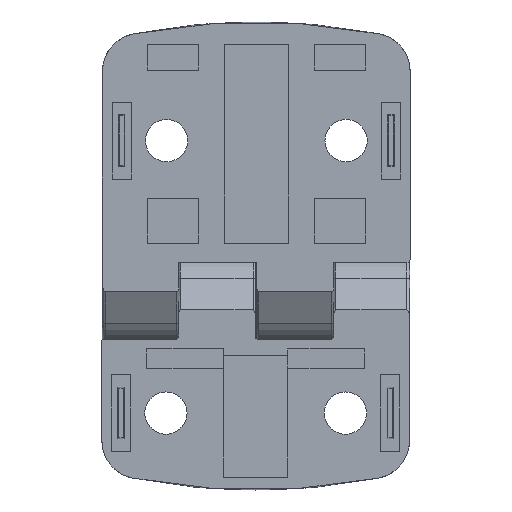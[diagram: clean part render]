
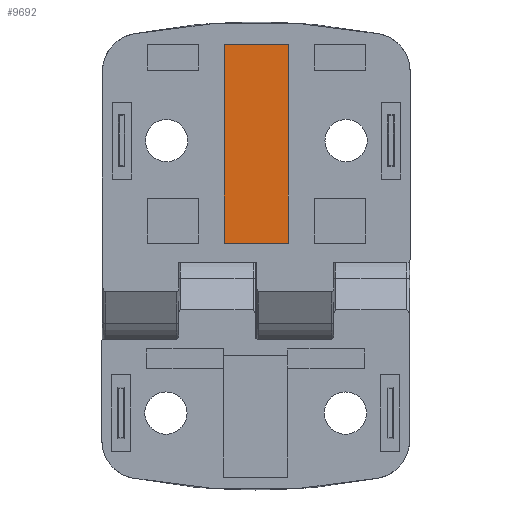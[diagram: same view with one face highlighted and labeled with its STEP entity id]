
A CAD part, front view. The second image highlights one B-rep face of the part: STEP entity #9692.
In plain terms, the highlighted planar face has unit normal (0, -1, 0).
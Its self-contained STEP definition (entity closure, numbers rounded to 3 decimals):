
#9591=CARTESIAN_POINT('',(-5.0,1.,40.0));
#9592=VERTEX_POINT('',#9591);
#9599=CARTESIAN_POINT('',(5.0,1.,40.0));
#9600=VERTEX_POINT('',#9599);
#9601=CARTESIAN_POINT('',(5.0,1.,40.0));
#9602=DIRECTION('',(-1.0,0.0,0.0));
#9603=VECTOR('',#9602,10.0);
#9604=LINE('',#9601,#9603);
#9605=EDGE_CURVE('',#9600,#9592,#9604,.T.);
#9623=CARTESIAN_POINT('',(5.0,1.,9.0));
#9624=VERTEX_POINT('',#9623);
#9625=CARTESIAN_POINT('',(5.0,1.,9.0));
#9626=DIRECTION('',(0.0,0.0,1.0));
#9627=VECTOR('',#9626,31.0);
#9628=LINE('',#9625,#9627);
#9629=EDGE_CURVE('',#9624,#9600,#9628,.T.);
#9647=CARTESIAN_POINT('',(-5.0,1.,9.0));
#9648=VERTEX_POINT('',#9647);
#9649=CARTESIAN_POINT('',(-5.0,1.,9.0));
#9650=DIRECTION('',(1.0,0.0,0.0));
#9651=VECTOR('',#9650,10.0);
#9652=LINE('',#9649,#9651);
#9653=EDGE_CURVE('',#9648,#9624,#9652,.T.);
#9671=CARTESIAN_POINT('',(-5.0,1.,40.0));
#9672=DIRECTION('',(0.0,0.0,-1.0));
#9673=VECTOR('',#9672,31.0);
#9674=LINE('',#9671,#9673);
#9675=EDGE_CURVE('',#9592,#9648,#9674,.T.);
#9681=CARTESIAN_POINT('',(5.0,1.,40.0));
#9682=DIRECTION('',(0.0,-1.0,0.0));
#9683=DIRECTION('',(0.0,0.0,-1.0));
#9684=AXIS2_PLACEMENT_3D('',#9681,#9682,#9683);
#9685=PLANE('',#9684);
#9686=ORIENTED_EDGE('',*,*,#9605,.T.);
#9687=ORIENTED_EDGE('',*,*,#9675,.T.);
#9688=ORIENTED_EDGE('',*,*,#9653,.T.);
#9689=ORIENTED_EDGE('',*,*,#9629,.T.);
#9690=EDGE_LOOP('',(#9686,#9687,#9688,#9689));
#9691=FACE_OUTER_BOUND('',#9690,.T.);
#9692=ADVANCED_FACE('',(#9691),#9685,.T.);
